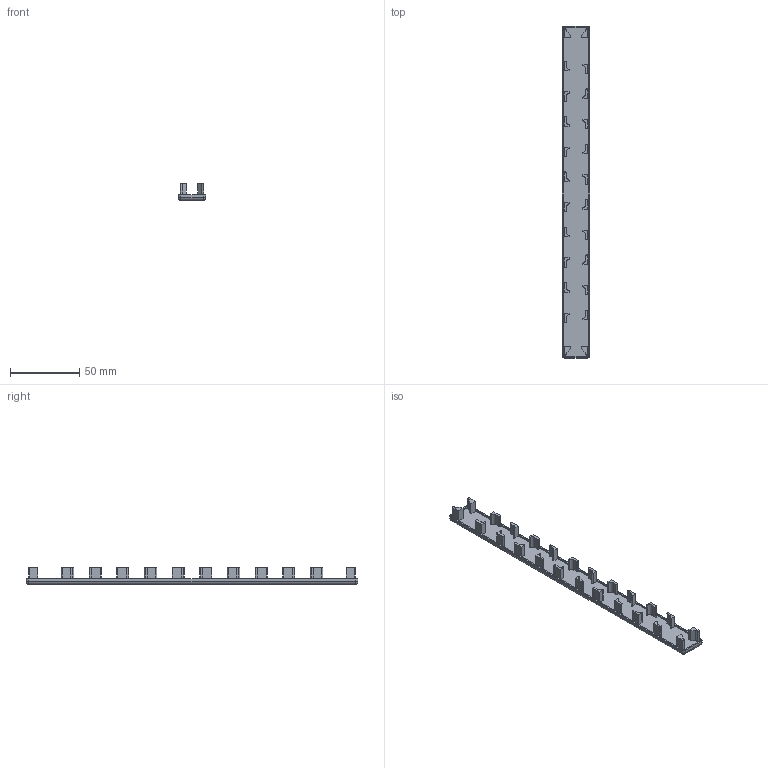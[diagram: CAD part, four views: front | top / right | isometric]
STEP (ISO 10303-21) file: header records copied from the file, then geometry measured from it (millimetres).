
FILE_DESCRIPTION((''),'2;1');
FILE_NAME('SZ0019S.stp','2009-09-03T14:19:40',('Marina Kaa'),(''),'Autodesk Inventor 11','Autodesk Inventor 11','');
FILE_SCHEMA(('AUTOMOTIVE_DESIGN { 1 0 10303 214 1 1 1 1 }'));
Length unit declared in the file: millimetre
Products named in the file (1): SZ0019S-A
Bounding box: 20 x 240 x 12 mm (x, y, z)
Volume: 17763.8 mm3; surface area: 16023.6 mm2
Topology: 1 solids, 1 shells, 235 faces, 616 edges, 404 vertices
Faces by surface type: bspline 90, plane 81, cylinder 60, sphere 4
Entity records: 7773 total; most frequent: CARTESIAN_POINT 2082, ORIENTED_EDGE 1224, DIRECTION 1104, EDGE_CURVE 612, VECTOR 412, LINE 412, VERTEX_POINT 404, AXIS2_PLACEMENT_3D 346
